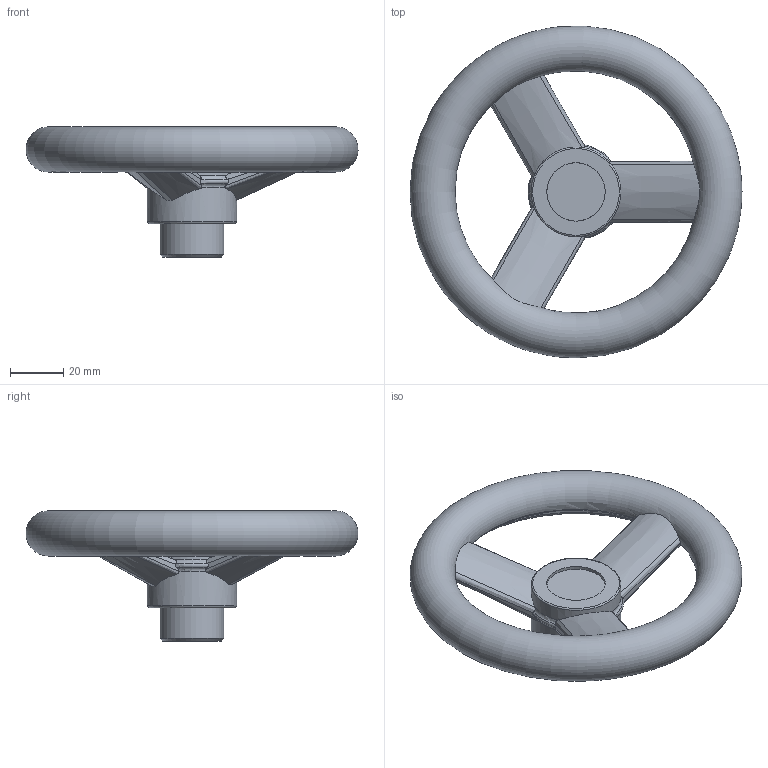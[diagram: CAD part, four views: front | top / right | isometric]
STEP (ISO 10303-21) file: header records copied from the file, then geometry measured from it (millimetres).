
FILE_DESCRIPTION( ( 'Unknown' ), '1' );
FILE_NAME( '6102010_VRA100.stp', 'Unknown', ( 'Unknown' ), ( 'Unknown' ), 'XStep 1.0', 'Unknown', ' ' );
FILE_SCHEMA( ( 'CONFIG_CONTROL_DESIGN' ) );
Length unit declared in the file: millimetre
Products named in the file (1): 1
Bounding box: 124.98 x 124.9 x 48.99 mm (x, y, z)
Volume: 113854.8 mm3; surface area: 28811.3 mm2
Topology: 1 solids, 1 shells, 63 faces, 189 edges, 124 vertices
Faces by surface type: bspline 21, torus 17, plane 16, cylinder 6, cone 3
Full cylindrical faces by diameter (mm): 6 x1, 22 x1, 24 x1, 33.7 x2, 103.295 x1
Entity records: 3674 total; most frequent: CARTESIAN_POINT 2304, ORIENTED_EDGE 336, DIRECTION 170, EDGE_CURVE 168, B_SPLINE_CURVE_WITH_KNOTS 123, VERTEX_POINT 118, AXIS2_PLACEMENT_3D 82, EDGE_LOOP 79
